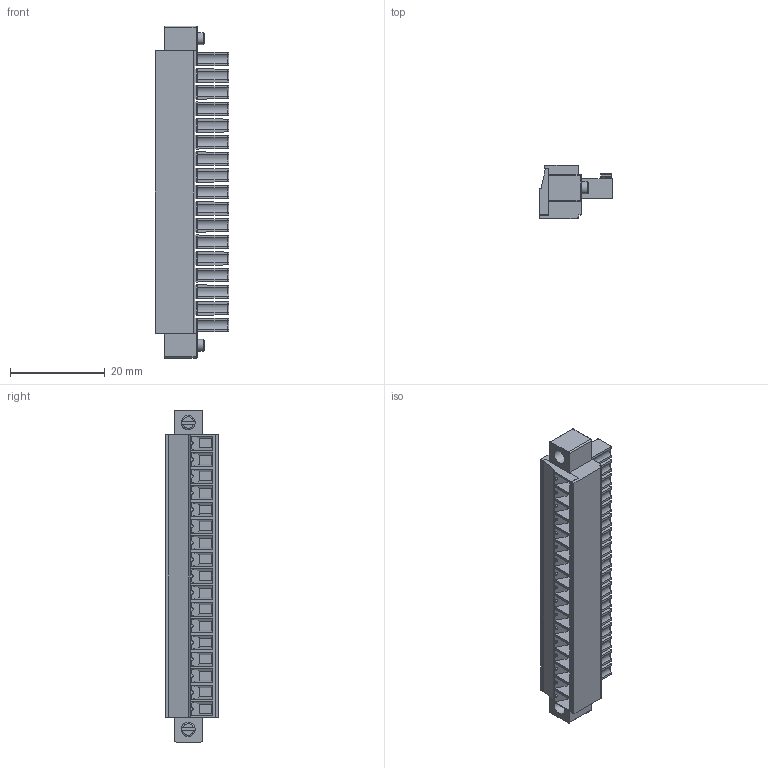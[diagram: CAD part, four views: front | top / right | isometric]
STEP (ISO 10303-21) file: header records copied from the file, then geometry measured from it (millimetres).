
FILE_DESCRIPTION(('STEP AP214'),'1');
FILE_NAME('SH09-7-K.stp','2018-11-19T11:11:10',(' '),(' '),'Spatial InterOp 3D',' ',' ');
FILE_SCHEMA(('AUTOMOTIVE_DESIGN { 1 0 10303 214 1 1 1 1 }'));
Length unit declared in the file: metre
Products named in the file (1): 1
Bounding box: 15.5 x 11.1 x 69.9 mm (x, y, z)
Volume: 5843.6 mm3; surface area: 6993 mm2
Topology: 1 solids, 1 shells, 1339 faces, 3550 edges, 2262 vertices
Faces by surface type: plane 895, cylinder 314, cone 53, torus 39, sphere 38
Full cylindrical faces by diameter (mm): 1.2 x17, 1.8 x8, 2.5 x2, 2.8 x17, 3 x19
Entity records: 50947 total; most frequent: CARTESIAN_POINT 7727, ORIENTED_EDGE 6658, DIRECTION 6629, EDGE_CURVE 3329, LINE 2477, VECTOR 2477, VERTEX_POINT 2195, AXIS2_PLACEMENT_3D 2076
